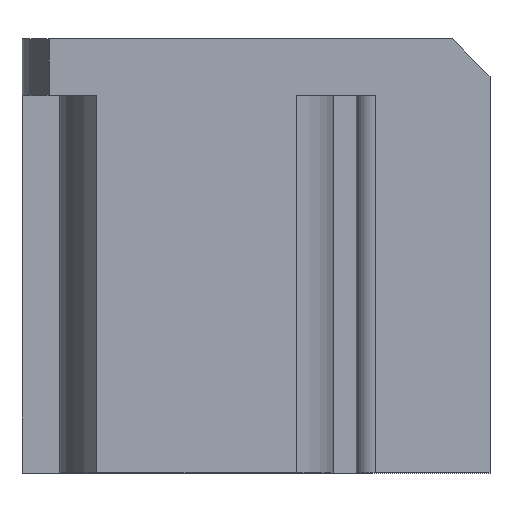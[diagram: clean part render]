
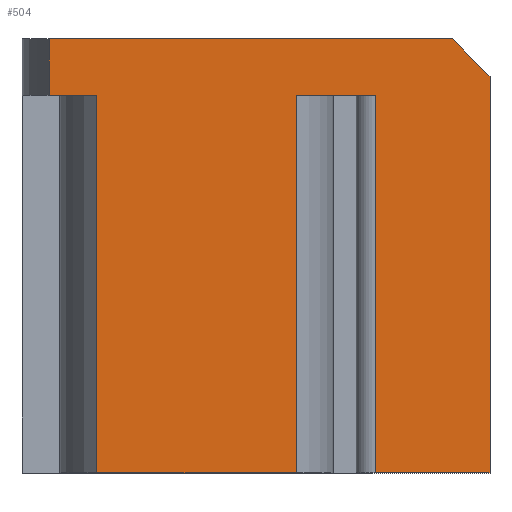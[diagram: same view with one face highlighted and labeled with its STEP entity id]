
A CAD part, top view. The second image highlights one B-rep face of the part: STEP entity #504.
In plain terms, the highlighted planar face has unit normal (0, 0, 1).
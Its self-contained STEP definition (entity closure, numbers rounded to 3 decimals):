
#43=FACE_OUTER_BOUND('',#72,.T.);
#72=EDGE_LOOP('',(#341,#342,#343,#344,#345,#346,#347,#348,#349,#350,#351));
#102=LINE('',#744,#159);
#106=LINE('',#752,#163);
#107=LINE('',#754,#164);
#108=LINE('',#756,#165);
#109=LINE('',#758,#166);
#110=LINE('',#760,#167);
#111=LINE('',#762,#168);
#112=LINE('',#764,#169);
#113=LINE('',#766,#170);
#114=LINE('',#768,#171);
#115=LINE('',#769,#172);
#159=VECTOR('',#595,10.);
#163=VECTOR('',#601,10.);
#164=VECTOR('',#602,10.);
#165=VECTOR('',#603,10.);
#166=VECTOR('',#604,10.);
#167=VECTOR('',#605,10.);
#168=VECTOR('',#606,10.);
#169=VECTOR('',#607,10.);
#170=VECTOR('',#608,10.);
#171=VECTOR('',#609,10.);
#172=VECTOR('',#610,10.);
#216=VERTEX_POINT('',#742);
#217=VERTEX_POINT('',#743);
#220=VERTEX_POINT('',#751);
#221=VERTEX_POINT('',#753);
#222=VERTEX_POINT('',#755);
#223=VERTEX_POINT('',#757);
#224=VERTEX_POINT('',#759);
#225=VERTEX_POINT('',#761);
#226=VERTEX_POINT('',#763);
#227=VERTEX_POINT('',#765);
#228=VERTEX_POINT('',#767);
#264=EDGE_CURVE('',#216,#217,#102,.T.);
#268=EDGE_CURVE('',#217,#220,#106,.T.);
#269=EDGE_CURVE('',#221,#220,#107,.T.);
#270=EDGE_CURVE('',#222,#221,#108,.T.);
#271=EDGE_CURVE('',#223,#222,#109,.T.);
#272=EDGE_CURVE('',#224,#223,#110,.T.);
#273=EDGE_CURVE('',#225,#224,#111,.T.);
#274=EDGE_CURVE('',#226,#225,#112,.T.);
#275=EDGE_CURVE('',#226,#227,#113,.T.);
#276=EDGE_CURVE('',#228,#227,#114,.T.);
#277=EDGE_CURVE('',#228,#216,#115,.T.);
#341=ORIENTED_EDGE('',*,*,#264,.T.);
#342=ORIENTED_EDGE('',*,*,#268,.T.);
#343=ORIENTED_EDGE('',*,*,#269,.F.);
#344=ORIENTED_EDGE('',*,*,#270,.F.);
#345=ORIENTED_EDGE('',*,*,#271,.F.);
#346=ORIENTED_EDGE('',*,*,#272,.F.);
#347=ORIENTED_EDGE('',*,*,#273,.F.);
#348=ORIENTED_EDGE('',*,*,#274,.F.);
#349=ORIENTED_EDGE('',*,*,#275,.T.);
#350=ORIENTED_EDGE('',*,*,#276,.F.);
#351=ORIENTED_EDGE('',*,*,#277,.T.);
#484=PLANE('',#547);
#504=ADVANCED_FACE('',(#43),#484,.F.);
#547=AXIS2_PLACEMENT_3D('',#750,#599,#600);
#595=DIRECTION('',(-0.707,0.707,0.));
#599=DIRECTION('center_axis',(0.,0.,-1.));
#600=DIRECTION('ref_axis',(-1.,0.,0.));
#601=DIRECTION('',(-1.,0.,0.));
#602=DIRECTION('',(0.,1.,0.));
#603=DIRECTION('',(-1.,0.,0.));
#604=DIRECTION('',(0.,1.,0.));
#605=DIRECTION('',(-1.,0.,0.));
#606=DIRECTION('',(0.,-1.,0.));
#607=DIRECTION('',(-1.,0.,0.));
#608=DIRECTION('',(0.,-1.,0.));
#609=DIRECTION('',(-1.,0.,0.));
#610=DIRECTION('',(0.,1.,0.));
#742=CARTESIAN_POINT('',(36.6,21.,6.6));
#743=CARTESIAN_POINT('',(34.6,23.,6.6));
#744=CARTESIAN_POINT('',(41.35,16.25,6.6));
#750=CARTESIAN_POINT('Origin',(36.6,0.,6.6));
#751=CARTESIAN_POINT('',(13.236,23.,6.6));
#752=CARTESIAN_POINT('',(36.6,23.,6.6));
#753=CARTESIAN_POINT('',(13.236,20.,6.6));
#754=CARTESIAN_POINT('',(13.236,0.,6.6));
#755=CARTESIAN_POINT('',(15.753,20.,6.6));
#756=CARTESIAN_POINT('',(28.825,20.,6.6));
#757=CARTESIAN_POINT('',(15.753,0.,6.6));
#758=CARTESIAN_POINT('',(15.753,0.,6.6));
#759=CARTESIAN_POINT('',(26.347,0.,6.6));
#760=CARTESIAN_POINT('',(36.6,0.,6.6));
#761=CARTESIAN_POINT('',(26.347,20.,6.6));
#762=CARTESIAN_POINT('',(26.347,0.,6.6));
#763=CARTESIAN_POINT('',(30.508,20.,6.6));
#764=CARTESIAN_POINT('',(28.825,20.,6.6));
#765=CARTESIAN_POINT('',(30.508,0.,6.6));
#766=CARTESIAN_POINT('',(30.508,0.,6.6));
#767=CARTESIAN_POINT('',(36.6,0.,6.6));
#768=CARTESIAN_POINT('',(36.6,0.,6.6));
#769=CARTESIAN_POINT('',(36.6,0.,6.6));
